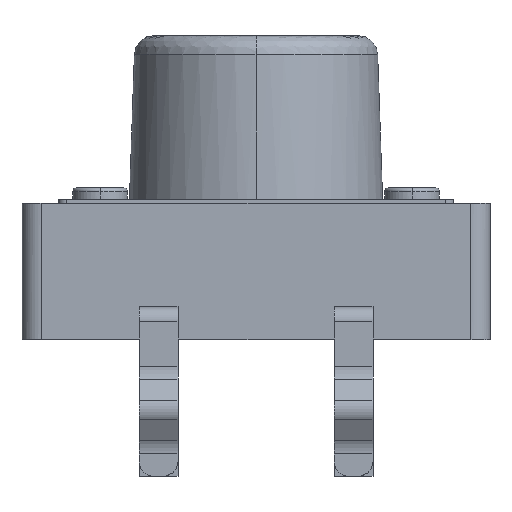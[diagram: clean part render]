
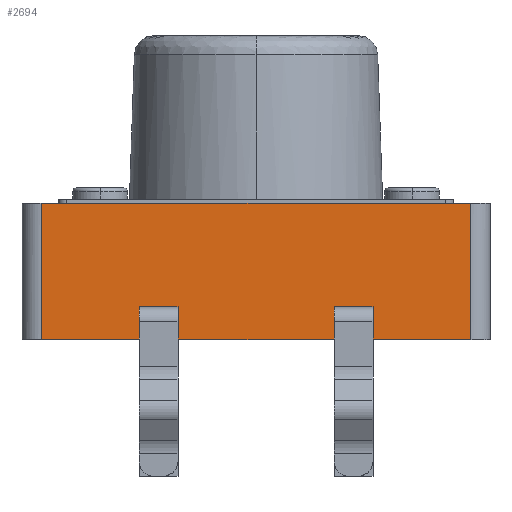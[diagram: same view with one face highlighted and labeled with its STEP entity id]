
A CAD part, left-side view. The second image highlights one B-rep face of the part: STEP entity #2694.
In plain terms, the highlighted free-form (B-spline) face has degree [1, 1] with [2, 2] control points.
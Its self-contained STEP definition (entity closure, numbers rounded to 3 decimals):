
#2694 = ADVANCED_FACE('',(#2695,#2725,#2755),#2785,.F.);
#2695 = FACE_BOUND('',#2696,.T.);
#2696 = EDGE_LOOP('',(#2697,#2706,#2713,#2720));
#2697 = ORIENTED_EDGE('',*,*,#2698,.F.);
#2698 = EDGE_CURVE('',#2699,#2701,#2703,.T.);
#2699 = VERTEX_POINT('',#2700);
#2700 = CARTESIAN_POINT('',(-6.,2.,4.35));
#2701 = VERTEX_POINT('',#2702);
#2702 = CARTESIAN_POINT('',(-6.,3.,4.35));
#2703 = B_SPLINE_CURVE_WITH_KNOTS('',1,(#2704,#2705),.UNSPECIFIED.,.F.,
  .F.,(2,2),(-1.,0.),.PIECEWISE_BEZIER_KNOTS.);
#2704 = CARTESIAN_POINT('',(-6.,2.,4.35));
#2705 = CARTESIAN_POINT('',(-6.,3.,4.35));
#2706 = ORIENTED_EDGE('',*,*,#2707,.F.);
#2707 = EDGE_CURVE('',#2708,#2699,#2710,.T.);
#2708 = VERTEX_POINT('',#2709);
#2709 = CARTESIAN_POINT('',(-6.,2.,4.05));
#2710 = B_SPLINE_CURVE_WITH_KNOTS('',1,(#2711,#2712),.UNSPECIFIED.,.F.,
  .F.,(2,2),(0.,0.3),.PIECEWISE_BEZIER_KNOTS.);
#2711 = CARTESIAN_POINT('',(-6.,2.,4.05));
#2712 = CARTESIAN_POINT('',(-6.,2.,4.35));
#2713 = ORIENTED_EDGE('',*,*,#2714,.F.);
#2714 = EDGE_CURVE('',#2715,#2708,#2717,.T.);
#2715 = VERTEX_POINT('',#2716);
#2716 = CARTESIAN_POINT('',(-6.,3.,4.05));
#2717 = B_SPLINE_CURVE_WITH_KNOTS('',1,(#2718,#2719),.UNSPECIFIED.,.F.,
  .F.,(2,2),(0.,1.),.PIECEWISE_BEZIER_KNOTS.);
#2718 = CARTESIAN_POINT('',(-6.,3.,4.05));
#2719 = CARTESIAN_POINT('',(-6.,2.,4.05));
#2720 = ORIENTED_EDGE('',*,*,#2721,.F.);
#2721 = EDGE_CURVE('',#2701,#2715,#2722,.T.);
#2722 = B_SPLINE_CURVE_WITH_KNOTS('',1,(#2723,#2724),.UNSPECIFIED.,.F.,
  .F.,(2,2),(-0.3,-0.),.PIECEWISE_BEZIER_KNOTS.);
#2723 = CARTESIAN_POINT('',(-6.,3.,4.35));
#2724 = CARTESIAN_POINT('',(-6.,3.,4.05));
#2725 = FACE_BOUND('',#2726,.T.);
#2726 = EDGE_LOOP('',(#2727,#2736,#2743,#2750));
#2727 = ORIENTED_EDGE('',*,*,#2728,.T.);
#2728 = EDGE_CURVE('',#2729,#2731,#2733,.T.);
#2729 = VERTEX_POINT('',#2730);
#2730 = CARTESIAN_POINT('',(-6.,5.5,3.5));
#2731 = VERTEX_POINT('',#2732);
#2732 = CARTESIAN_POINT('',(-6.,-5.501,3.5));
#2733 = B_SPLINE_CURVE_WITH_KNOTS('',1,(#2734,#2735),.UNSPECIFIED.,.F.,
  .F.,(2,2),(0.5,11.5),.PIECEWISE_BEZIER_KNOTS.);
#2734 = CARTESIAN_POINT('',(-6.,5.5,3.5));
#2735 = CARTESIAN_POINT('',(-6.,-5.501,3.5));
#2736 = ORIENTED_EDGE('',*,*,#2737,.T.);
#2737 = EDGE_CURVE('',#2731,#2738,#2740,.T.);
#2738 = VERTEX_POINT('',#2739);
#2739 = CARTESIAN_POINT('',(-6.,-5.501,7.));
#2740 = B_SPLINE_CURVE_WITH_KNOTS('',1,(#2741,#2742),.UNSPECIFIED.,.F.,
  .F.,(2,2),(-3.5,0.),.PIECEWISE_BEZIER_KNOTS.);
#2741 = CARTESIAN_POINT('',(-6.,-5.501,3.5));
#2742 = CARTESIAN_POINT('',(-6.,-5.501,7.));
#2743 = ORIENTED_EDGE('',*,*,#2744,.F.);
#2744 = EDGE_CURVE('',#2745,#2738,#2747,.T.);
#2745 = VERTEX_POINT('',#2746);
#2746 = CARTESIAN_POINT('',(-6.,5.5,7.));
#2747 = B_SPLINE_CURVE_WITH_KNOTS('',1,(#2748,#2749),.UNSPECIFIED.,.F.,
  .F.,(2,2),(0.5,11.5),.PIECEWISE_BEZIER_KNOTS.);
#2748 = CARTESIAN_POINT('',(-6.,5.5,7.));
#2749 = CARTESIAN_POINT('',(-6.,-5.501,7.));
#2750 = ORIENTED_EDGE('',*,*,#2751,.T.);
#2751 = EDGE_CURVE('',#2745,#2729,#2752,.T.);
#2752 = B_SPLINE_CURVE_WITH_KNOTS('',1,(#2753,#2754),.UNSPECIFIED.,.F.,
  .F.,(2,2),(0.,3.5),.PIECEWISE_BEZIER_KNOTS.);
#2753 = CARTESIAN_POINT('',(-6.,5.5,7.));
#2754 = CARTESIAN_POINT('',(-6.,5.5,3.5));
#2755 = FACE_BOUND('',#2756,.T.);
#2756 = EDGE_LOOP('',(#2757,#2766,#2773,#2780));
#2757 = ORIENTED_EDGE('',*,*,#2758,.F.);
#2758 = EDGE_CURVE('',#2759,#2761,#2763,.T.);
#2759 = VERTEX_POINT('',#2760);
#2760 = CARTESIAN_POINT('',(-6.,-2.001,4.05));
#2761 = VERTEX_POINT('',#2762);
#2762 = CARTESIAN_POINT('',(-6.,-3.001,4.05));
#2763 = B_SPLINE_CURVE_WITH_KNOTS('',1,(#2764,#2765),.UNSPECIFIED.,.F.,
  .F.,(2,2),(-1.,0.),.PIECEWISE_BEZIER_KNOTS.);
#2764 = CARTESIAN_POINT('',(-6.,-2.001,4.05));
#2765 = CARTESIAN_POINT('',(-6.,-3.001,4.05));
#2766 = ORIENTED_EDGE('',*,*,#2767,.F.);
#2767 = EDGE_CURVE('',#2768,#2759,#2770,.T.);
#2768 = VERTEX_POINT('',#2769);
#2769 = CARTESIAN_POINT('',(-6.,-2.001,4.35));
#2770 = B_SPLINE_CURVE_WITH_KNOTS('',1,(#2771,#2772),.UNSPECIFIED.,.F.,
  .F.,(2,2),(-0.3,-0.),.PIECEWISE_BEZIER_KNOTS.);
#2771 = CARTESIAN_POINT('',(-6.,-2.001,4.35));
#2772 = CARTESIAN_POINT('',(-6.,-2.001,4.05));
#2773 = ORIENTED_EDGE('',*,*,#2774,.F.);
#2774 = EDGE_CURVE('',#2775,#2768,#2777,.T.);
#2775 = VERTEX_POINT('',#2776);
#2776 = CARTESIAN_POINT('',(-6.,-3.001,4.35));
#2777 = B_SPLINE_CURVE_WITH_KNOTS('',1,(#2778,#2779),.UNSPECIFIED.,.F.,
  .F.,(2,2),(0.,1.),.PIECEWISE_BEZIER_KNOTS.);
#2778 = CARTESIAN_POINT('',(-6.,-3.001,4.35));
#2779 = CARTESIAN_POINT('',(-6.,-2.001,4.35));
#2780 = ORIENTED_EDGE('',*,*,#2781,.F.);
#2781 = EDGE_CURVE('',#2761,#2775,#2782,.T.);
#2782 = B_SPLINE_CURVE_WITH_KNOTS('',1,(#2783,#2784),.UNSPECIFIED.,.F.,
  .F.,(2,2),(0.,0.3),.PIECEWISE_BEZIER_KNOTS.);
#2783 = CARTESIAN_POINT('',(-6.,-3.001,4.05));
#2784 = CARTESIAN_POINT('',(-6.,-3.001,4.35));
#2785 = B_SPLINE_SURFACE_WITH_KNOTS('',1,1,(
    (#2786,#2787)
    ,(#2788,#2789
    )),.UNSPECIFIED.,.F.,.F.,.F.,(2,2),(2,2),(-11.5,-0.5),(-3.5,0.),
  .PIECEWISE_BEZIER_KNOTS.);
#2786 = CARTESIAN_POINT('',(-6.,-5.501,3.5));
#2787 = CARTESIAN_POINT('',(-6.,-5.501,7.));
#2788 = CARTESIAN_POINT('',(-6.,5.5,3.5));
#2789 = CARTESIAN_POINT('',(-6.,5.5,7.));
